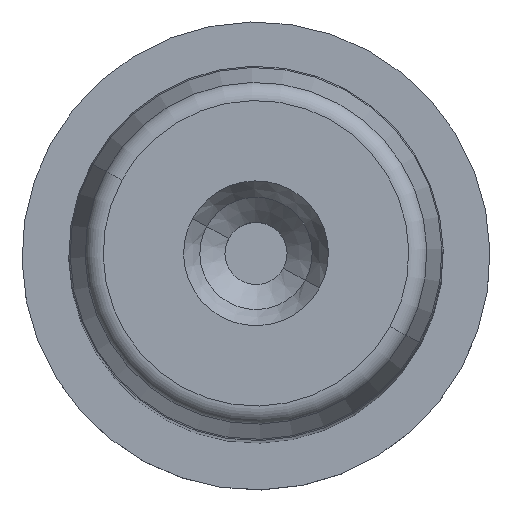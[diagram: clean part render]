
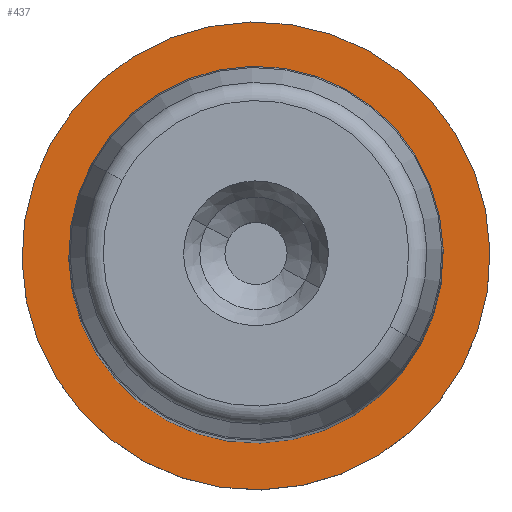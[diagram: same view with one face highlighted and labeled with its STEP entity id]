
A CAD part, top view. The second image highlights one B-rep face of the part: STEP entity #437.
In plain terms, the highlighted planar face has unit normal (0, 0, 1).
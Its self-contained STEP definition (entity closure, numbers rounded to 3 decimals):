
#376=CARTESIAN_POINT('Vertex',(-21.94,11.986,6.)) ;
#379=CARTESIAN_POINT('Axis2P3D Location',(0.,0.,6.)) ;
#383=CARTESIAN_POINT('Vertex',(21.94,-11.986,6.)) ;
#398=CARTESIAN_POINT('Axis2P3D Location',(0.,0.,6.)) ;
#410=CARTESIAN_POINT('Axis2P3D Location',(-25.,0.,6.)) ;
#419=CARTESIAN_POINT('Axis2P3D Location',(0.,0.,6.)) ;
#423=CARTESIAN_POINT('Vertex',(16.674,-9.109,6.)) ;
#425=CARTESIAN_POINT('Vertex',(-16.674,9.109,6.)) ;
#428=CARTESIAN_POINT('Axis2P3D Location',(0.,0.,6.)) ;
#380=DIRECTION('Axis2P3D Direction',(0.,0.,-1.)) ;
#399=DIRECTION('Axis2P3D Direction',(0.,0.,-1.)) ;
#411=DIRECTION('Axis2P3D Direction',(0.,0.,-1.)) ;
#412=DIRECTION('Axis2P3D XDirection',(1.,0.,0.)) ;
#420=DIRECTION('Axis2P3D Direction',(0.,0.,-1.)) ;
#429=DIRECTION('Axis2P3D Direction',(0.,0.,-1.)) ;
#381=AXIS2_PLACEMENT_3D('Circle Axis2P3D',#379,#380,$) ;
#400=AXIS2_PLACEMENT_3D('Circle Axis2P3D',#398,#399,$) ;
#413=AXIS2_PLACEMENT_3D('Plane Axis2P3D',#410,#411,#412) ;
#421=AXIS2_PLACEMENT_3D('Circle Axis2P3D',#419,#420,$) ;
#430=AXIS2_PLACEMENT_3D('Circle Axis2P3D',#428,#429,$) ;
#416=ORIENTED_EDGE('',*,*,#385,.F.) ;
#417=ORIENTED_EDGE('',*,*,#402,.F.) ;
#434=ORIENTED_EDGE('',*,*,#427,.T.) ;
#435=ORIENTED_EDGE('',*,*,#432,.T.) ;
#436=FACE_BOUND('',#433,.T.) ;
#437=ADVANCED_FACE('PartBody',(#418,#436),#414,.F.) ;
#382=CIRCLE('generated circle',#381,25.) ;
#401=CIRCLE('generated circle',#400,25.) ;
#422=CIRCLE('generated circle',#421,19.) ;
#431=CIRCLE('generated circle',#430,19.) ;
#385=EDGE_CURVE('',#377,#384,#382,.T.) ;
#402=EDGE_CURVE('',#384,#377,#401,.T.) ;
#427=EDGE_CURVE('',#424,#426,#422,.T.) ;
#432=EDGE_CURVE('',#426,#424,#431,.T.) ;
#415=EDGE_LOOP('',(#416,#417)) ;
#433=EDGE_LOOP('',(#434,#435)) ;
#418=FACE_OUTER_BOUND('',#415,.T.) ;
#414=PLANE('Plane',#413) ;
#377=VERTEX_POINT('',#376) ;
#384=VERTEX_POINT('',#383) ;
#424=VERTEX_POINT('',#423) ;
#426=VERTEX_POINT('',#425) ;
